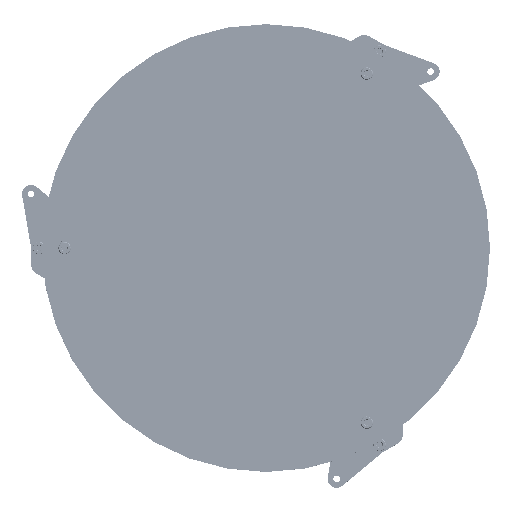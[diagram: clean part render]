
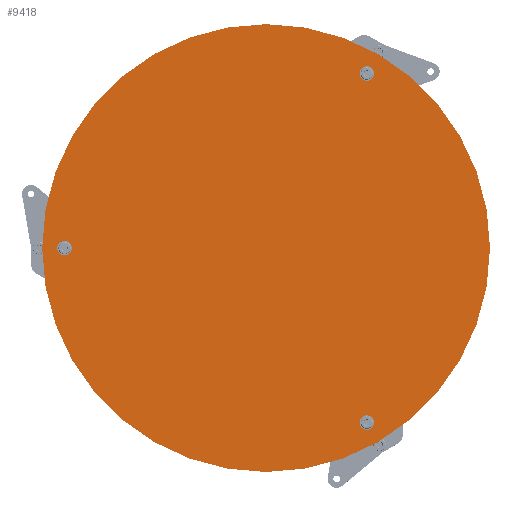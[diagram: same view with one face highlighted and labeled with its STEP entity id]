
A CAD part, top view. The second image highlights one B-rep face of the part: STEP entity #9418.
In plain terms, the highlighted planar face has unit normal (0, 0, 1).
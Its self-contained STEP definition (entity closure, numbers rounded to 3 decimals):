
#167=FACE_BOUND('',#1231,.T.);
#168=FACE_BOUND('',#1232,.T.);
#169=FACE_BOUND('',#1233,.T.);
#262=PLANE('',#10059);
#699=FACE_OUTER_BOUND('',#1230,.T.);
#1230=EDGE_LOOP('',(#6750));
#1231=EDGE_LOOP('',(#6751));
#1232=EDGE_LOOP('',(#6752));
#1233=EDGE_LOOP('',(#6753));
#1751=CIRCLE('',#10039,3.25);
#1755=CIRCLE('',#10046,3.25);
#1759=CIRCLE('',#10053,3.25);
#1761=CIRCLE('',#10057,100.);
#3932=VERTEX_POINT('',#19992);
#3936=VERTEX_POINT('',#20005);
#3940=VERTEX_POINT('',#20018);
#3942=VERTEX_POINT('',#20026);
#4991=EDGE_CURVE('',#3932,#3932,#1751,.T.);
#4997=EDGE_CURVE('',#3936,#3936,#1755,.T.);
#5003=EDGE_CURVE('',#3940,#3940,#1759,.T.);
#5007=EDGE_CURVE('',#3942,#3942,#1761,.T.);
#6750=ORIENTED_EDGE('',*,*,#5007,.T.);
#6751=ORIENTED_EDGE('',*,*,#4991,.T.);
#6752=ORIENTED_EDGE('',*,*,#4997,.T.);
#6753=ORIENTED_EDGE('',*,*,#5003,.T.);
#9418=ADVANCED_FACE('',(#699,#167,#168,#169),#262,.T.);
#10039=AXIS2_PLACEMENT_3D('',#19993,#11110,#11111);
#10046=AXIS2_PLACEMENT_3D('',#20006,#11126,#11127);
#10053=AXIS2_PLACEMENT_3D('',#20019,#11142,#11143);
#10057=AXIS2_PLACEMENT_3D('',#20027,#11152,#11153);
#10059=AXIS2_PLACEMENT_3D('',#20031,#11157,#11158);
#11110=DIRECTION('center_axis',(0.,0.,-1.));
#11111=DIRECTION('ref_axis',(-0.5,-0.866,0.));
#11126=DIRECTION('center_axis',(0.,0.,-1.));
#11127=DIRECTION('ref_axis',(-0.5,0.866,0.));
#11142=DIRECTION('center_axis',(0.,0.,-1.));
#11143=DIRECTION('ref_axis',(1.,0.,0.));
#11152=DIRECTION('center_axis',(0.,0.,1.));
#11153=DIRECTION('ref_axis',(1.,0.,0.));
#11157=DIRECTION('center_axis',(0.,0.,1.));
#11158=DIRECTION('ref_axis',(1.,0.,0.));
#19992=CARTESIAN_POINT('',(146.625,180.757,10.));
#19993=CARTESIAN_POINT('Origin',(145.,177.942,10.));
#20005=CARTESIAN_POINT('',(146.625,19.243,10.));
#20006=CARTESIAN_POINT('Origin',(145.,22.058,10.));
#20018=CARTESIAN_POINT('',(6.75,100.,10.));
#20019=CARTESIAN_POINT('Origin',(10.,100.,10.));
#20026=CARTESIAN_POINT('',(0.,100.,10.));
#20027=CARTESIAN_POINT('Origin',(100.,100.,10.));
#20031=CARTESIAN_POINT('Origin',(100.,100.,10.));
